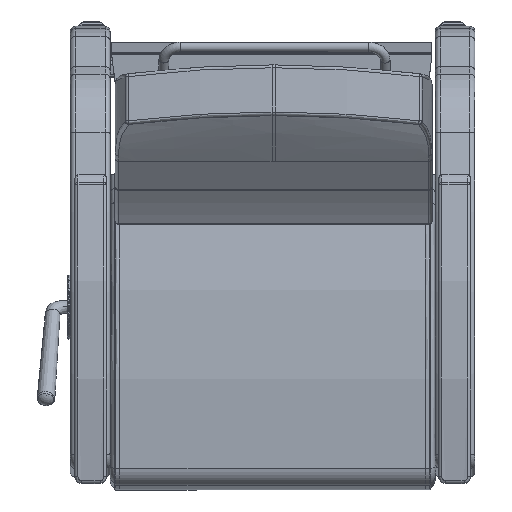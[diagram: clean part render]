
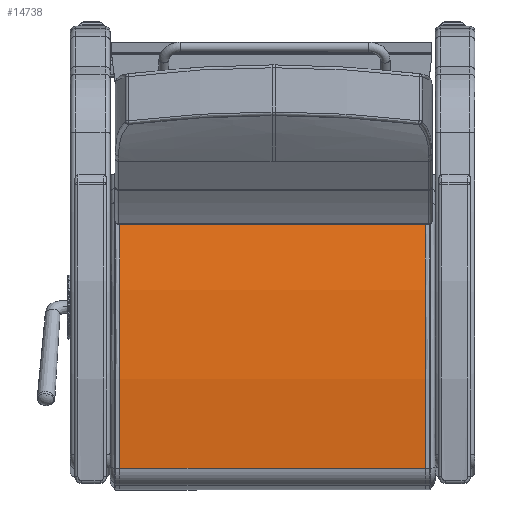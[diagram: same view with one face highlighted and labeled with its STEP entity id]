
A CAD part, front view. The second image highlights one B-rep face of the part: STEP entity #14738.
In plain terms, the highlighted free-form (B-spline) face has degree [1, 2] with [2, 3] control points.
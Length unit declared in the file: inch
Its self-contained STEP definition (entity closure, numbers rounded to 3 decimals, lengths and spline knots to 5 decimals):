
#455=(
BOUNDED_SURFACE()
B_SPLINE_SURFACE(1,2,((#36539,#36540,#36541),(#36542,#36543,#36544)),
 .UNSPECIFIED.,.F.,.F.,.F.)
B_SPLINE_SURFACE_WITH_KNOTS((2,2),(3,3),(-0.19254,0.19254),
(1.36178,1.69928),.UNSPECIFIED.)
GEOMETRIC_REPRESENTATION_ITEM()
RATIONAL_B_SPLINE_SURFACE(((1.,0.986,1.),(1.,0.986,
1.)))
REPRESENTATION_ITEM('')
SURFACE()
);
#935=ELLIPSE('',#16130,60.05357,60.);
#947=ELLIPSE('',#16172,60.05357,60.);
#1716=LINE('',#36538,#2640);
#1717=LINE('',#36545,#2641);
#2640=VECTOR('',#18870,0.3937);
#2641=VECTOR('',#18871,0.3937);
#3594=FACE_OUTER_BOUND('',#4579,.T.);
#4579=EDGE_LOOP('',(#11137,#11138,#11139,#11140));
#6822=VERTEX_POINT('',#35711);
#6823=VERTEX_POINT('',#35734);
#6863=VERTEX_POINT('',#35951);
#6864=VERTEX_POINT('',#35974);
#8334=EDGE_CURVE('',#6823,#6822,#935,.T.);
#8393=EDGE_CURVE('',#6864,#6863,#947,.T.);
#8473=EDGE_CURVE('',#6822,#6864,#1716,.T.);
#8474=EDGE_CURVE('',#6823,#6863,#1717,.T.);
#11137=ORIENTED_EDGE('',*,*,#8334,.F.);
#11138=ORIENTED_EDGE('',*,*,#8474,.T.);
#11139=ORIENTED_EDGE('',*,*,#8393,.F.);
#11140=ORIENTED_EDGE('',*,*,#8473,.F.);
#14738=ADVANCED_FACE('',(#3594),#455,.F.);
#16130=AXIS2_PLACEMENT_3D('',#35736,#18623,#18624);
#16172=AXIS2_PLACEMENT_3D('',#35976,#18732,#18733);
#18623=DIRECTION('center_axis',(0.,0.,-1.));
#18624=DIRECTION('ref_axis',(1.,0.,0.));
#18732=DIRECTION('center_axis',(0.,0.,1.));
#18733=DIRECTION('ref_axis',(1.,0.,0.));
#18870=DIRECTION('',(0.,0.,1.));
#18871=DIRECTION('',(0.,0.,1.));
#35711=CARTESIAN_POINT('',(10.1114,0.44486,-11.5625));
#35734=CARTESIAN_POINT('',(-10.04459,1.25621,-11.5625));
#35736=CARTESIAN_POINT('Origin',(-2.34979,-58.24922,-11.5625));
#35951=CARTESIAN_POINT('',(-10.04459,1.25621,11.5625));
#35974=CARTESIAN_POINT('',(10.1114,0.44486,11.5625));
#35976=CARTESIAN_POINT('Origin',(-2.34979,-58.24922,11.5625));
#36538=CARTESIAN_POINT('',(10.1114,0.44486,0.));
#36539=CARTESIAN_POINT('Ctrl Pts',(10.1114,0.44486,-11.5625));
#36540=CARTESIAN_POINT('Ctrl Pts',(0.10258,2.56602,-11.5625));
#36541=CARTESIAN_POINT('Ctrl Pts',(-10.04459,1.25621,-11.5625));
#36542=CARTESIAN_POINT('Ctrl Pts',(10.1114,0.44486,11.5625));
#36543=CARTESIAN_POINT('Ctrl Pts',(0.10258,2.56602,11.5625));
#36544=CARTESIAN_POINT('Ctrl Pts',(-10.04459,1.25621,11.5625));
#36545=CARTESIAN_POINT('',(-10.04459,1.25621,0.));
